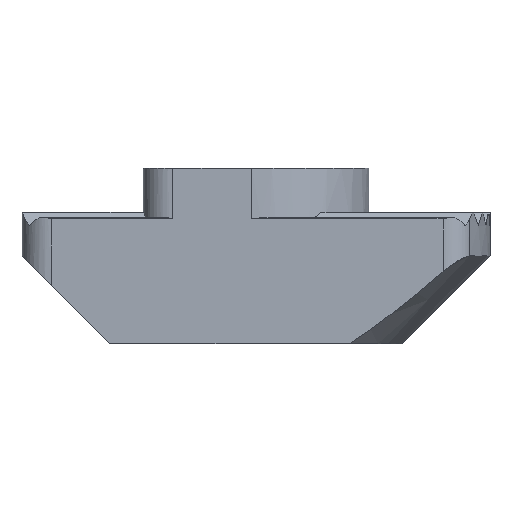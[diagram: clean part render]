
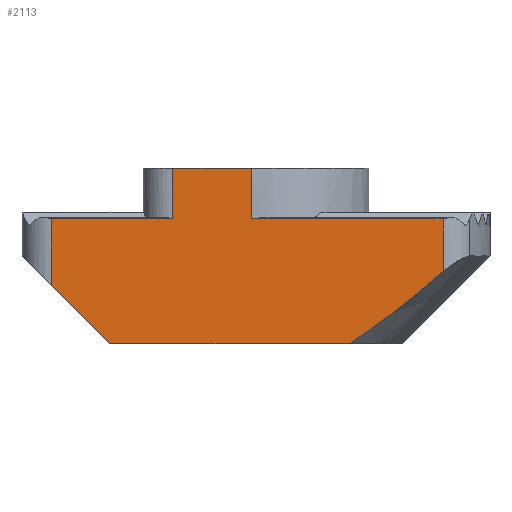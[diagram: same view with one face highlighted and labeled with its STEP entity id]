
A CAD part, front view. The second image highlights one B-rep face of the part: STEP entity #2113.
In plain terms, the highlighted planar face has unit normal (0, -1, 0).
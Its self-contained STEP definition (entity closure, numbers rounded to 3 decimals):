
#38 = PLANE ( 'NONE',  #377 ) ;
#92 = CARTESIAN_POINT ( 'NONE',  ( -7., -3.85, 2. ) ) ;
#136 = EDGE_CURVE ( 'NONE', #1380, #2627, #2756, .T. ) ;
#140 = CARTESIAN_POINT ( 'NONE',  ( -2.85, -3.85, 4.271 ) ) ;
#213 = VERTEX_POINT ( 'NONE', #2388 ) ;
#215 = CARTESIAN_POINT ( 'NONE',  ( -2.85, -3.85, 6. ) ) ;
#254 = ORIENTED_EDGE ( 'NONE', *, *, #2149, .T. ) ;
#275 = DIRECTION ( 'NONE',  ( 0., 0., 1. ) ) ;
#373 = CARTESIAN_POINT ( 'NONE',  ( 6.394, -3.85, 4.5 ) ) ;
#377 = AXIS2_PLACEMENT_3D ( 'NONE', #926, #1580, #275 ) ;
#380 = VERTEX_POINT ( 'NONE', #1298 ) ;
#384 = ORIENTED_EDGE ( 'NONE', *, *, #136, .T. ) ;
#457 = VERTEX_POINT ( 'NONE', #215 ) ;
#505 = CARTESIAN_POINT ( 'NONE',  ( 3.761, -3.85, 0.364 ) ) ;
#523 = EDGE_CURVE ( 'NONE', #213, #380, #1926, .T. ) ;
#524 = EDGE_LOOP ( 'NONE', ( #1806, #1756, #384, #2016, #2811, #254, #1186, #2647, #803, #2786 ) ) ;
#540 = VECTOR ( 'NONE', #996, 1000. ) ;
#598 = LINE ( 'NONE', #373, #1684 ) ;
#628 = VECTOR ( 'NONE', #977, 1000. ) ;
#673 = VERTEX_POINT ( 'NONE', #2677 ) ;
#694 = EDGE_CURVE ( 'NONE', #842, #673, #2707, .T. ) ;
#709 = CARTESIAN_POINT ( 'NONE',  ( -8., -3.85, 0. ) ) ;
#781 = EDGE_CURVE ( 'NONE', #2866, #213, #598, .T. ) ;
#803 = ORIENTED_EDGE ( 'NONE', *, *, #2256, .F. ) ;
#842 = VERTEX_POINT ( 'NONE', #2138 ) ;
#859 = DIRECTION ( 'NONE',  ( 0.707, 0., -0.707 ) ) ;
#886 = DIRECTION ( 'NONE',  ( 0., 0., -1. ) ) ;
#919 = FACE_OUTER_BOUND ( 'NONE', #524, .T. ) ;
#926 = CARTESIAN_POINT ( 'NONE',  ( -8., -3.85, 4.5 ) ) ;
#945 = CARTESIAN_POINT ( 'NONE',  ( 4.303, -3.85, 0.764 ) ) ;
#977 = DIRECTION ( 'NONE',  ( 1., 0., 0. ) ) ;
#996 = DIRECTION ( 'NONE',  ( 0., 0., -1. ) ) ;
#1121 = EDGE_CURVE ( 'NONE', #1320, #1380, #1617, .T. ) ;
#1158 = CARTESIAN_POINT ( 'NONE',  ( 5.882, -3.85, 2.025 ) ) ;
#1186 = ORIENTED_EDGE ( 'NONE', *, *, #781, .T. ) ;
#1298 = CARTESIAN_POINT ( 'NONE',  ( -0.15, -3.85, 4.271 ) ) ;
#1315 = CARTESIAN_POINT ( 'NONE',  ( -7., -3.85, 4.271 ) ) ;
#1320 = VERTEX_POINT ( 'NONE', #140 ) ;
#1344 = B_SPLINE_CURVE_WITH_KNOTS ( 'NONE', 3,
 ( #2030, #505, #945, #2478, #1158, #2710 ),
 .UNSPECIFIED., .F., .F.,
 ( 4, 2, 4 ),
 ( 0., 0.002, 0.004 ),
 .UNSPECIFIED. ) ;
#1369 = CARTESIAN_POINT ( 'NONE',  ( -0.15, -3.85, 6. ) ) ;
#1380 = VERTEX_POINT ( 'NONE', #1315 ) ;
#1449 = DIRECTION ( 'NONE',  ( 0., 0., -1. ) ) ;
#1508 = LINE ( 'NONE', #2167, #2495 ) ;
#1580 = DIRECTION ( 'NONE',  ( 0., 1., 0. ) ) ;
#1599 = DIRECTION ( 'NONE',  ( -1., 0., 0. ) ) ;
#1617 = LINE ( 'NONE', #2480, #2666 ) ;
#1675 = CARTESIAN_POINT ( 'NONE',  ( -0.15, -3.85, 6. ) ) ;
#1684 = VECTOR ( 'NONE', #2117, 1000. ) ;
#1756 = ORIENTED_EDGE ( 'NONE', *, *, #1121, .T. ) ;
#1804 = VECTOR ( 'NONE', #1449, 1000. ) ;
#1806 = ORIENTED_EDGE ( 'NONE', *, *, #2676, .T. ) ;
#1871 = EDGE_CURVE ( 'NONE', #457, #2147, #2376, .T. ) ;
#1903 = EDGE_CURVE ( 'NONE', #2627, #842, #1508, .T. ) ;
#1926 = LINE ( 'NONE', #2693, #2589 ) ;
#2016 = ORIENTED_EDGE ( 'NONE', *, *, #1903, .T. ) ;
#2030 = CARTESIAN_POINT ( 'NONE',  ( 3.19, -3.85, 0. ) ) ;
#2082 = CARTESIAN_POINT ( 'NONE',  ( -2.85, -3.85, 4.5 ) ) ;
#2113 = ADVANCED_FACE ( 'NONE', ( #919 ), #38, .F. ) ;
#2117 = DIRECTION ( 'NONE',  ( 0., 0., 1. ) ) ;
#2138 = CARTESIAN_POINT ( 'NONE',  ( -5., -3.85, 0. ) ) ;
#2147 = VERTEX_POINT ( 'NONE', #1369 ) ;
#2149 = EDGE_CURVE ( 'NONE', #673, #2866, #1344, .T. ) ;
#2167 = CARTESIAN_POINT ( 'NONE',  ( -8., -3.85, 3. ) ) ;
#2238 = DIRECTION ( 'NONE',  ( 1., 0., 0. ) ) ;
#2246 = DIRECTION ( 'NONE',  ( -1., 0., 0. ) ) ;
#2256 = EDGE_CURVE ( 'NONE', #2147, #380, #2392, .T. ) ;
#2285 = LINE ( 'NONE', #2082, #540 ) ;
#2298 = CARTESIAN_POINT ( 'NONE',  ( -3.85, -3.85, 6. ) ) ;
#2376 = LINE ( 'NONE', #2298, #628 ) ;
#2388 = CARTESIAN_POINT ( 'NONE',  ( 6.394, -3.85, 4.271 ) ) ;
#2392 = LINE ( 'NONE', #1675, #1804 ) ;
#2425 = CARTESIAN_POINT ( 'NONE',  ( -7., -3.85, 4.5 ) ) ;
#2478 = CARTESIAN_POINT ( 'NONE',  ( 5.364, -3.85, 1.594 ) ) ;
#2480 = CARTESIAN_POINT ( 'NONE',  ( -8., -3.85, 4.271 ) ) ;
#2495 = VECTOR ( 'NONE', #859, 1000. ) ;
#2584 = CARTESIAN_POINT ( 'NONE',  ( 6.394, -3.85, 2.463 ) ) ;
#2589 = VECTOR ( 'NONE', #2246, 1000. ) ;
#2627 = VERTEX_POINT ( 'NONE', #92 ) ;
#2647 = ORIENTED_EDGE ( 'NONE', *, *, #523, .T. ) ;
#2666 = VECTOR ( 'NONE', #1599, 1000. ) ;
#2676 = EDGE_CURVE ( 'NONE', #457, #1320, #2285, .T. ) ;
#2677 = CARTESIAN_POINT ( 'NONE',  ( 3.19, -3.85, 0. ) ) ;
#2693 = CARTESIAN_POINT ( 'NONE',  ( -8., -3.85, 4.271 ) ) ;
#2707 = LINE ( 'NONE', #709, #2767 ) ;
#2710 = CARTESIAN_POINT ( 'NONE',  ( 6.394, -3.85, 2.463 ) ) ;
#2756 = LINE ( 'NONE', #2425, #2832 ) ;
#2767 = VECTOR ( 'NONE', #2238, 1000. ) ;
#2786 = ORIENTED_EDGE ( 'NONE', *, *, #1871, .F. ) ;
#2811 = ORIENTED_EDGE ( 'NONE', *, *, #694, .T. ) ;
#2832 = VECTOR ( 'NONE', #886, 1000. ) ;
#2866 = VERTEX_POINT ( 'NONE', #2584 ) ;
